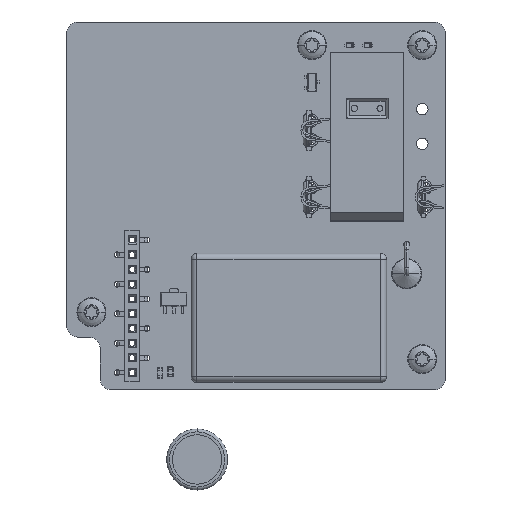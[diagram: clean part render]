
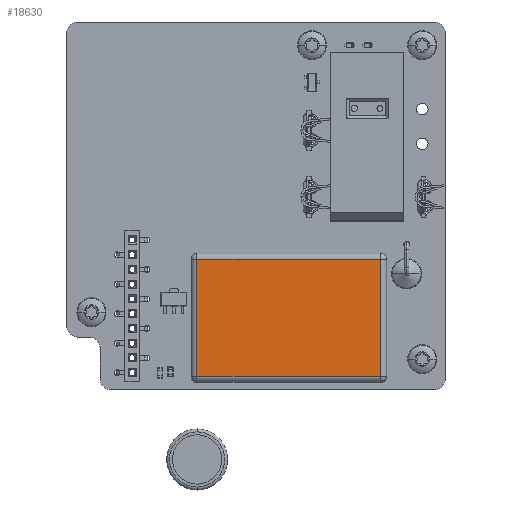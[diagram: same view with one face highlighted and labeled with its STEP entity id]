
A CAD part, top view. The second image highlights one B-rep face of the part: STEP entity #18630.
In plain terms, the highlighted planar face has unit normal (0, 0, 1).
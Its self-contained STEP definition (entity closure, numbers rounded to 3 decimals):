
#18245 = VERTEX_POINT('',#18246);
#18246 = CARTESIAN_POINT('',(15.85,-10.1,15.));
#18312 = VERTEX_POINT('',#18313);
#18313 = CARTESIAN_POINT('',(15.85,10.1,15.));
#18379 = VERTEX_POINT('',#18380);
#18380 = CARTESIAN_POINT('',(-15.85,-10.1,15.));
#18446 = EDGE_CURVE('',#18245,#18379,#18447,.T.);
#18447 = LINE('',#18448,#18449);
#18448 = CARTESIAN_POINT('',(-8.425,-10.1,15.));
#18449 = VECTOR('',#18450,1.);
#18450 = DIRECTION('',(-1.,0.,0.));
#18468 = VERTEX_POINT('',#18469);
#18469 = CARTESIAN_POINT('',(-15.85,10.1,15.));
#18535 = EDGE_CURVE('',#18379,#18468,#18536,.T.);
#18536 = LINE('',#18537,#18538);
#18537 = CARTESIAN_POINT('',(-15.85,5.55,15.));
#18538 = VECTOR('',#18539,1.);
#18539 = DIRECTION('',(0.,1.,0.));
#18557 = EDGE_CURVE('',#18468,#18312,#18558,.T.);
#18558 = LINE('',#18559,#18560);
#18559 = CARTESIAN_POINT('',(8.425,10.1,15.));
#18560 = VECTOR('',#18561,1.);
#18561 = DIRECTION('',(1.,0.,0.));
#18579 = EDGE_CURVE('',#18312,#18245,#18580,.T.);
#18580 = LINE('',#18581,#18582);
#18581 = CARTESIAN_POINT('',(15.85,-5.55,15.));
#18582 = VECTOR('',#18583,1.);
#18583 = DIRECTION('',(0.,-1.,0.));
#18630 = ADVANCED_FACE('',(#18631),#18637,.T.);
#18631 = FACE_BOUND('',#18632,.T.);
#18632 = EDGE_LOOP('',(#18633,#18634,#18635,#18636));
#18633 = ORIENTED_EDGE('',*,*,#18446,.F.);
#18634 = ORIENTED_EDGE('',*,*,#18579,.F.);
#18635 = ORIENTED_EDGE('',*,*,#18557,.F.);
#18636 = ORIENTED_EDGE('',*,*,#18535,.F.);
#18637 = PLANE('',#18638);
#18638 = AXIS2_PLACEMENT_3D('',#18639,#18640,#18641);
#18639 = CARTESIAN_POINT('',(0.,0.,15.));
#18640 = DIRECTION('',(0.,0.,1.));
#18641 = DIRECTION('',(1.,0.,-0.));
